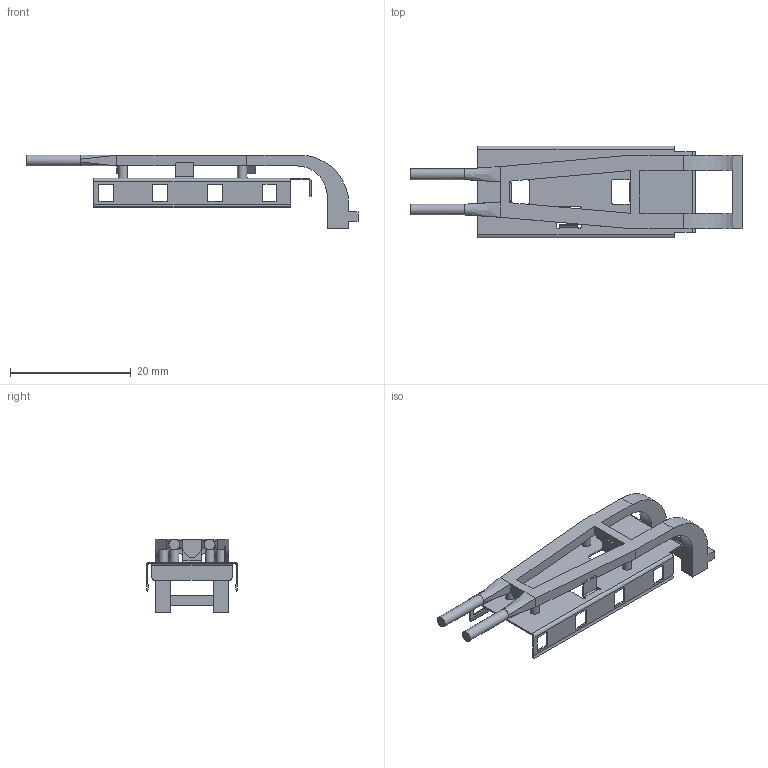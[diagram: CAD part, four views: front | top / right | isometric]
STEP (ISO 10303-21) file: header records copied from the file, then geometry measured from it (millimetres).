
FILE_DESCRIPTION( ( 'STEP AP214' ), '1' );
FILE_NAME( 'psolqas_4300_48.stp', '2020-05-05T15:58:31', ( 'License CC BY-ND 4.0' ), ( 'CADENAS' ), ' ', 'PARTsolutions', ' ' );
FILE_SCHEMA( ( 'AUTOMOTIVE_DESIGN { 1 0 10303 214 1 1 1 1 }' ) );
Length unit declared in the file: metre
Products named in the file (1): 1
Bounding box: 54.9 x 15.21 x 12.19 mm (x, y, z)
Volume: 856.6 mm3; surface area: 2842.3 mm2
Topology: 1 solids, 1 shells, 178 faces, 517 edges, 336 vertices
Faces by surface type: plane 106, cylinder 64, bspline 8
Full cylindrical faces by diameter (mm): 1.524 x4, 1.778 x2
Entity records: 6120 total; most frequent: CARTESIAN_POINT 1315, ORIENTED_EDGE 1020, DIRECTION 961, EDGE_CURVE 510, LINE 367, VECTOR 367, VERTEX_POINT 335, AXIS2_PLACEMENT_3D 297
